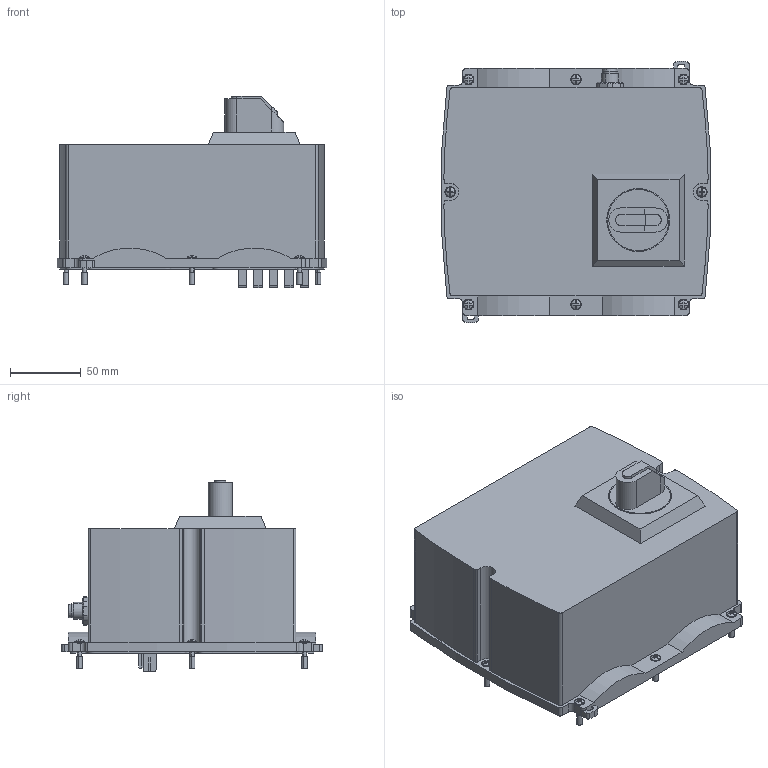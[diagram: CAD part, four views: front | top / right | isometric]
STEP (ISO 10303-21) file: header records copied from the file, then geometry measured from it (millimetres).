
FILE_DESCRIPTION(('CATIA V5 STEP Exchange','CAx-IF Rec.Pracs.--- Model Styling and Organization---1.2---2011-12-15'),'2;1');
FILE_NAME ('D1464048_0_8000005211_8000005211.stp','2018-07-28T13:31:57+00:00',('none'),('Weidmueller'),'CATIA Version 5-6 Release 2014','CATIA V5 STEP AP214','none');
FILE_SCHEMA(('AUTOMOTIVE_DESIGN { 1 0 10303 214 1 1 1 1 }'));
Length unit declared in the file: millimetre
Products named in the file (1): 8000005211
Bounding box: 190.62 x 185 x 135.65 mm (x, y, z)
Volume: 588118.8 mm3; surface area: 235595.8 mm2
Topology: 19 solids, 19 shells, 1347 faces, 3596 edges, 2361 vertices
Faces by surface type: plane 758, cylinder 257, extrusion 209, torus 84, cone 26, bspline 13
Entity records: 42328 total; most frequent: CARTESIAN_POINT 12139, ORIENTED_EDGE 7192, DIRECTION 4346, EDGE_CURVE 3596, VERTEX_POINT 2361, VECTOR 2289, LINE 2080, EDGE_LOOP 1443
